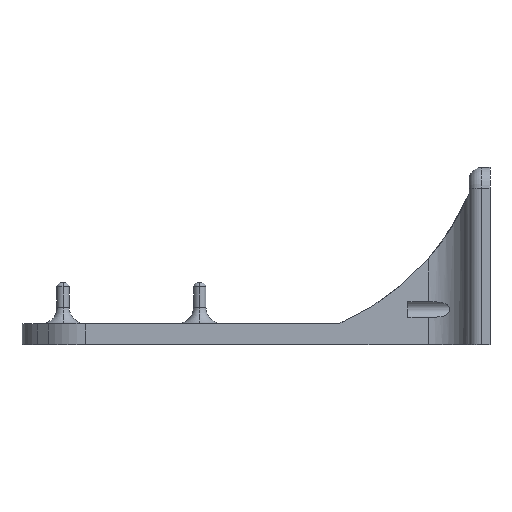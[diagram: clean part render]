
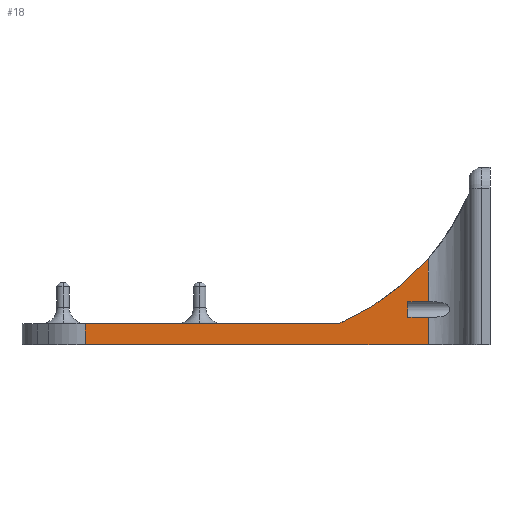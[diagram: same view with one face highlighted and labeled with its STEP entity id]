
A CAD part, left-side view. The second image highlights one B-rep face of the part: STEP entity #18.
In plain terms, the highlighted planar face has unit normal (-1, 0, 0).
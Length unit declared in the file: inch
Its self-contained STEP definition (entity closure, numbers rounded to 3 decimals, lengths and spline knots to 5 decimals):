
#18 = ADVANCED_FACE ( 'NONE', ( #8774 ), #3155, .F. ) ;
#365 = LINE ( 'NONE', #5984, #4347 ) ;
#691 = VERTEX_POINT ( 'NONE', #9873 ) ;
#1038 = ORIENTED_EDGE ( 'NONE', *, *, #2019, .T. ) ;
#1166 = VECTOR ( 'NONE', #7073, 39.37008 ) ;
#1191 = EDGE_CURVE ( 'NONE', #7559, #3120, #8480, .T. ) ;
#1232 = DIRECTION ( 'NONE',  ( 0., 0., -1. ) ) ;
#1270 = DIRECTION ( 'NONE',  ( 0., 1., 0. ) ) ;
#1471 = LINE ( 'NONE', #10416, #10587 ) ;
#2019 = EDGE_CURVE ( 'NONE', #10185, #7547, #1471, .T. ) ;
#2075 = LINE ( 'NONE', #4641, #3208 ) ;
#2291 = VERTEX_POINT ( 'NONE', #3503 ) ;
#2451 = CARTESIAN_POINT ( 'NONE',  ( -1.25, 4.7, 0.55 ) ) ;
#2588 = DIRECTION ( 'NONE',  ( 0., 0., -1. ) ) ;
#2709 = ORIENTED_EDGE ( 'NONE', *, *, #6349, .F. ) ;
#2748 = DIRECTION ( 'NONE',  ( 0., -1., 0. ) ) ;
#2763 = DIRECTION ( 'NONE',  ( 0., 0., 1. ) ) ;
#3120 = VERTEX_POINT ( 'NONE', #6372 ) ;
#3155 = PLANE ( 'NONE',  #5115 ) ;
#3208 = VECTOR ( 'NONE', #1270, 39.37008 ) ;
#3344 = CARTESIAN_POINT ( 'NONE',  ( -1.25, 3.88485, 0.55 ) ) ;
#3503 = CARTESIAN_POINT ( 'NONE',  ( -1.25, 3.88485, 0.75 ) ) ;
#3529 = ORIENTED_EDGE ( 'NONE', *, *, #7919, .T. ) ;
#3568 = VECTOR ( 'NONE', #2588, 39.37008 ) ;
#3676 = LINE ( 'NONE', #6941, #5904 ) ;
#3777 = DIRECTION ( 'NONE',  ( 0., -1., 0. ) ) ;
#3803 = CIRCLE ( 'NONE', #6543, 2.38255 ) ;
#3940 = CARTESIAN_POINT ( 'NONE',  ( -1.25, 0.59356, 0.55 ) ) ;
#4199 = VERTEX_POINT ( 'NONE', #8948 ) ;
#4347 = VECTOR ( 'NONE', #10166, 39.37008 ) ;
#4641 = CARTESIAN_POINT ( 'NONE',  ( -1.25, 0., 0.96143 ) ) ;
#4809 = CARTESIAN_POINT ( 'NONE',  ( -1.25, 0.59356, 1.37387 ) ) ;
#4820 = EDGE_CURVE ( 'NONE', #7547, #3120, #3676, .T. ) ;
#5115 = AXIS2_PLACEMENT_3D ( 'NONE', #2451, #5500, #6419 ) ;
#5239 = ORIENTED_EDGE ( 'NONE', *, *, #1191, .F. ) ;
#5266 = CARTESIAN_POINT ( 'NONE',  ( -1.25, 0., 0.81022 ) ) ;
#5305 = ORIENTED_EDGE ( 'NONE', *, *, #4820, .T. ) ;
#5360 = CARTESIAN_POINT ( 'NONE',  ( -1.25, 0.7874, 0.55 ) ) ;
#5500 = DIRECTION ( 'NONE',  ( 1., 0., 0. ) ) ;
#5575 = ORIENTED_EDGE ( 'NONE', *, *, #6551, .T. ) ;
#5904 = VECTOR ( 'NONE', #2763, 39.37008 ) ;
#5984 = CARTESIAN_POINT ( 'NONE',  ( -1.25, 4.7, 0.75 ) ) ;
#6062 = VECTOR ( 'NONE', #7203, 39.37008 ) ;
#6085 = VERTEX_POINT ( 'NONE', #8710 ) ;
#6104 = CARTESIAN_POINT ( 'NONE',  ( -1.25, 2.3895, 2.9395 ) ) ;
#6349 = EDGE_CURVE ( 'NONE', #2291, #691, #365, .T. ) ;
#6372 = CARTESIAN_POINT ( 'NONE',  ( -1.25, 0.59356, 0.81022 ) ) ;
#6419 = DIRECTION ( 'NONE',  ( 0., 0., -1. ) ) ;
#6455 = EDGE_LOOP ( 'NONE', ( #5239, #10503, #8903, #5575, #6588, #2709, #3529, #1038, #5305 ) ) ;
#6464 = VECTOR ( 'NONE', #2748, 39.37008 ) ;
#6543 = AXIS2_PLACEMENT_3D ( 'NONE', #6104, #7762, #1232 ) ;
#6551 = EDGE_CURVE ( 'NONE', #6085, #10045, #8812, .T. ) ;
#6588 = ORIENTED_EDGE ( 'NONE', *, *, #9963, .T. ) ;
#6941 = CARTESIAN_POINT ( 'NONE',  ( -1.25, 0.59356, 0.55 ) ) ;
#7073 = DIRECTION ( 'NONE',  ( 0., 0., -1. ) ) ;
#7203 = DIRECTION ( 'NONE',  ( 0., 0., 1. ) ) ;
#7296 = LINE ( 'NONE', #3344, #3568 ) ;
#7547 = VERTEX_POINT ( 'NONE', #8118 ) ;
#7559 = VERTEX_POINT ( 'NONE', #9950 ) ;
#7762 = DIRECTION ( 'NONE',  ( 1., 0., 0. ) ) ;
#7919 = EDGE_CURVE ( 'NONE', #2291, #10185, #7296, .T. ) ;
#8118 = CARTESIAN_POINT ( 'NONE',  ( -1.25, 0.59356, 0.55 ) ) ;
#8480 = LINE ( 'NONE', #5266, #6464 ) ;
#8681 = EDGE_CURVE ( 'NONE', #6085, #4199, #2075, .T. ) ;
#8710 = CARTESIAN_POINT ( 'NONE',  ( -1.25, 0.59356, 0.96143 ) ) ;
#8732 = LINE ( 'NONE', #5360, #1166 ) ;
#8774 = FACE_OUTER_BOUND ( 'NONE', #6455, .T. ) ;
#8812 = LINE ( 'NONE', #3940, #6062 ) ;
#8900 = EDGE_CURVE ( 'NONE', #4199, #7559, #8732, .T. ) ;
#8903 = ORIENTED_EDGE ( 'NONE', *, *, #8681, .F. ) ;
#8948 = CARTESIAN_POINT ( 'NONE',  ( -1.25, 0.7874, 0.96143 ) ) ;
#9873 = CARTESIAN_POINT ( 'NONE',  ( -1.25, 1.45, 0.75 ) ) ;
#9950 = CARTESIAN_POINT ( 'NONE',  ( -1.25, 0.7874, 0.81022 ) ) ;
#9963 = EDGE_CURVE ( 'NONE', #10045, #691, #3803, .T. ) ;
#10045 = VERTEX_POINT ( 'NONE', #4809 ) ;
#10166 = DIRECTION ( 'NONE',  ( 0., -1., 0. ) ) ;
#10185 = VERTEX_POINT ( 'NONE', #10372 ) ;
#10372 = CARTESIAN_POINT ( 'NONE',  ( -1.25, 3.88485, 0.55 ) ) ;
#10416 = CARTESIAN_POINT ( 'NONE',  ( -1.25, 4.7, 0.55 ) ) ;
#10503 = ORIENTED_EDGE ( 'NONE', *, *, #8900, .F. ) ;
#10587 = VECTOR ( 'NONE', #3777, 39.37008 ) ;
